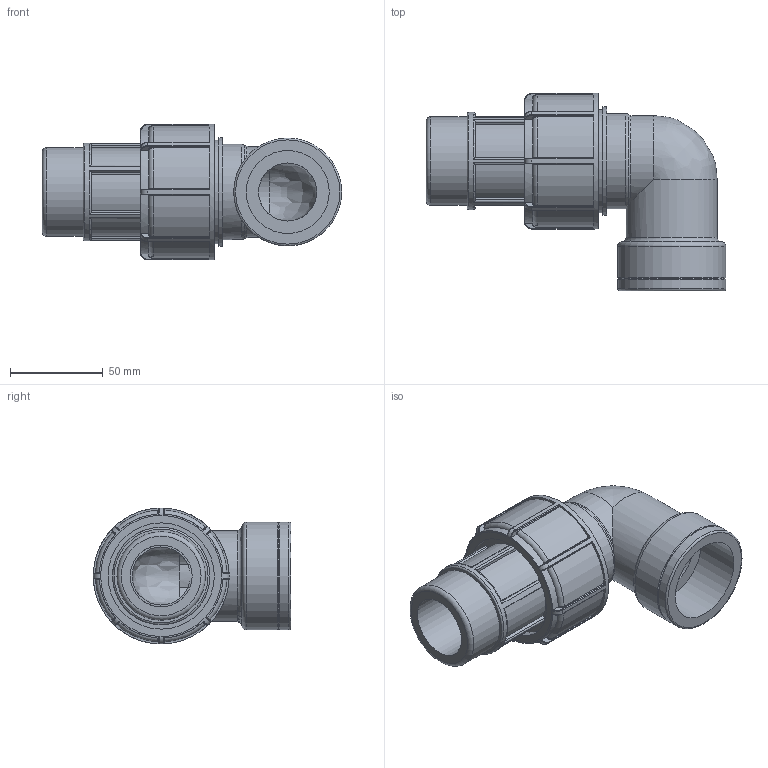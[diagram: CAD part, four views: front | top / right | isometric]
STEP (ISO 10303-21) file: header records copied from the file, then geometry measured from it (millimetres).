
FILE_DESCRIPTION(/* description */ ('PLASSON L.14 UNION ELBOW ADAPTOR MALE/FEMALE (SILVER) 1.1/2"-1.1/2"'),/* implementation_level */ '2;1');
FILE_NAME(/* name */ '1415R0015015.ipt.stp',/* time_stamp */ '2018-04-09T13:05:08+03:00',/* author */ ('KIM'),/* organization */ (''),/* preprocessor_version */ 'ST-DEVELOPER v15.6',/* originating_system */ 'Autodesk Inventor 2015',/* authorisation */ '');
FILE_SCHEMA (('AUTOMOTIVE_DESIGN { 1 0 10303 214 3 1 1 }'));
Length unit declared in the file: millimetre
Products named in the file (1): 1415R0015015
Bounding box: 161.65 x 106.7 x 73.4 mm (x, y, z)
Volume: 292965.6 mm3; surface area: 66734.1 mm2
Topology: 1 solids, 1 shells, 194 faces, 516 edges, 327 vertices
Faces by surface type: cylinder 82, plane 54, bspline 34, torus 22, cone 2
Full cylindrical faces by diameter (mm): 31.392 x2, 33.462 x1, 44.845 x1, 47.803 x1, 49.33 x1, 51.38 x1, 52.583 x1, 55.784 x1, 57.364 x1, 58.298 x2, 58.72 x1, 73.4 x1
Entity records: 7222 total; most frequent: CARTESIAN_POINT 2733, ORIENTED_EDGE 958, DIRECTION 873, EDGE_CURVE 479, AXIS2_PLACEMENT_3D 356, VERTEX_POINT 317, EDGE_LOOP 226, FACE_OUTER_BOUND 194
